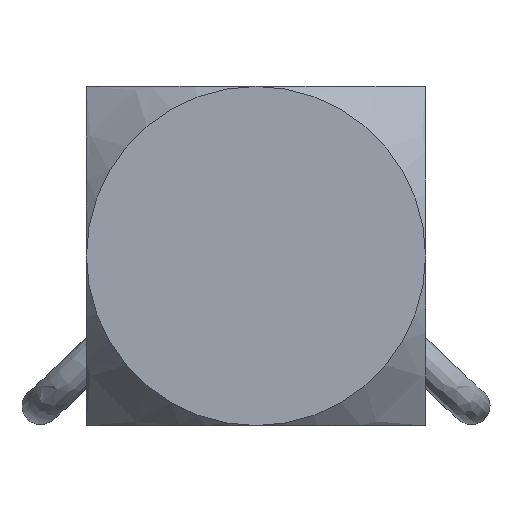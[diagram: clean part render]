
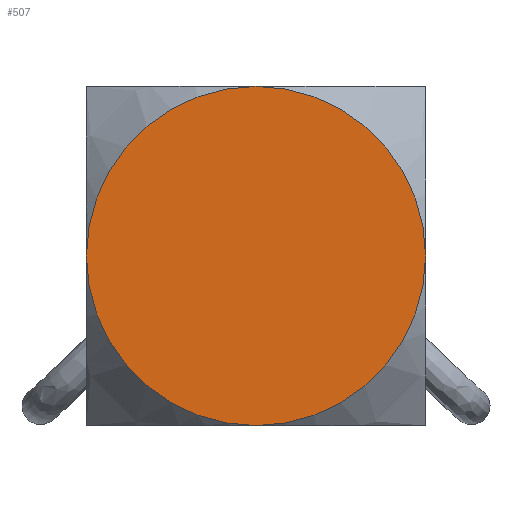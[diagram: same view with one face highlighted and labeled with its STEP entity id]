
A CAD part, front view. The second image highlights one B-rep face of the part: STEP entity #507.
In plain terms, the highlighted planar face has unit normal (0, -1, 0).
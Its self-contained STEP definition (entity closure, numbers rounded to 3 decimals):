
#116 = VERTEX_POINT('',#117);
#117 = CARTESIAN_POINT('',(0.,-4.2,2.));
#124 = VERTEX_POINT('',#125);
#125 = CARTESIAN_POINT('',(-1.,-4.2,1.));
#131 = EDGE_CURVE('',#116,#124,#132,.T.);
#132 = CIRCLE('',#133,1.);
#133 = AXIS2_PLACEMENT_3D('',#134,#135,#136);
#134 = CARTESIAN_POINT('',(0.,-4.2,1.));
#135 = DIRECTION('',(0.,-1.,0.));
#136 = DIRECTION('',(0.,0.,1.));
#149 = VERTEX_POINT('',#150);
#150 = CARTESIAN_POINT('',(1.,-4.2,1.));
#162 = EDGE_CURVE('',#149,#116,#163,.T.);
#163 = CIRCLE('',#164,1.);
#164 = AXIS2_PLACEMENT_3D('',#165,#166,#167);
#165 = CARTESIAN_POINT('',(0.,-4.2,1.));
#166 = DIRECTION('',(0.,-1.,0.));
#167 = DIRECTION('',(0.,0.,1.));
#185 = EDGE_CURVE('',#186,#149,#188,.T.);
#186 = VERTEX_POINT('',#187);
#187 = CARTESIAN_POINT('',(0.,-4.2,0.));
#188 = CIRCLE('',#189,1.);
#189 = AXIS2_PLACEMENT_3D('',#190,#191,#192);
#190 = CARTESIAN_POINT('',(0.,-4.2,1.));
#191 = DIRECTION('',(0.,-1.,0.));
#192 = DIRECTION('',(0.,0.,1.));
#216 = EDGE_CURVE('',#124,#186,#217,.T.);
#217 = CIRCLE('',#218,1.);
#218 = AXIS2_PLACEMENT_3D('',#219,#220,#221);
#219 = CARTESIAN_POINT('',(0.,-4.2,1.));
#220 = DIRECTION('',(0.,-1.,0.));
#221 = DIRECTION('',(0.,0.,1.));
#507 = ADVANCED_FACE('',(#508),#514,.T.);
#508 = FACE_BOUND('',#509,.T.);
#509 = EDGE_LOOP('',(#510,#511,#512,#513));
#510 = ORIENTED_EDGE('',*,*,#216,.T.);
#511 = ORIENTED_EDGE('',*,*,#185,.T.);
#512 = ORIENTED_EDGE('',*,*,#162,.T.);
#513 = ORIENTED_EDGE('',*,*,#131,.T.);
#514 = PLANE('',#515);
#515 = AXIS2_PLACEMENT_3D('',#516,#517,#518);
#516 = CARTESIAN_POINT('',(-1.,-4.2,0.));
#517 = DIRECTION('',(0.,-1.,0.));
#518 = DIRECTION('',(1.,0.,0.));
